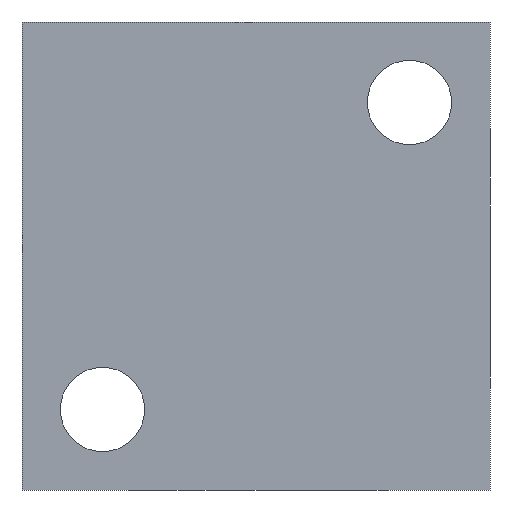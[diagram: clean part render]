
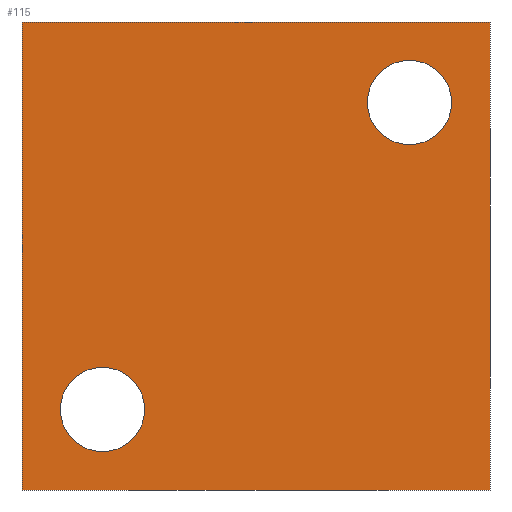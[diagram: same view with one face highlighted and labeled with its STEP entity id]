
A CAD part, front view. The second image highlights one B-rep face of the part: STEP entity #115.
In plain terms, the highlighted planar face has unit normal (0, -1, 0).
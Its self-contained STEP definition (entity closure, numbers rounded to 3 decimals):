
#5 = EDGE_CURVE ( 'NONE', #323, #256, #298, .T. ) ;
#34 = AXIS2_PLACEMENT_3D ( 'NONE', #542, #541, #544 ) ;
#53 = AXIS2_PLACEMENT_3D ( 'NONE', #483, #484, #485 ) ;
#55 = AXIS2_PLACEMENT_3D ( 'NONE', #469, #470, #471 ) ;
#74 = EDGE_CURVE ( 'NONE', #323, #241, #379, .T. ) ;
#84 = EDGE_CURVE ( 'NONE', #136, #136, #246, .T. ) ;
#87 = EDGE_CURVE ( 'NONE', #232, #256, #353, .T. ) ;
#90 = EDGE_CURVE ( 'NONE', #134, #134, #239, .T. ) ;
#94 = EDGE_CURVE ( 'NONE', #241, #232, #227, .T. ) ;
#115 = ADVANCED_FACE ( 'NONE', ( #191, #198, #187 ), #543, .F. ) ;
#134 = VERTEX_POINT ( 'NONE', #616 ) ;
#136 = VERTEX_POINT ( 'NONE', #614 ) ;
#187 = FACE_OUTER_BOUND ( 'NONE', #307, .T. ) ;
#191 = FACE_BOUND ( 'NONE', #308, .T. ) ;
#198 = FACE_BOUND ( 'NONE', #312, .T. ) ;
#221 = VECTOR ( 'NONE', #496, 1000. ) ;
#227 = LINE ( 'NONE', #476, #221 ) ;
#230 = VECTOR ( 'NONE', #477, 1000. ) ;
#232 = VERTEX_POINT ( 'NONE', #591 ) ;
#239 = CIRCLE ( 'NONE', #53, 2.25 ) ;
#241 = VERTEX_POINT ( 'NONE', #594 ) ;
#244 = ORIENTED_EDGE ( 'NONE', *, *, #90, .F. ) ;
#246 = CIRCLE ( 'NONE', #55, 2.25 ) ;
#248 = ORIENTED_EDGE ( 'NONE', *, *, #87, .F. ) ;
#256 = VERTEX_POINT ( 'NONE', #595 ) ;
#298 = LINE ( 'NONE', #467, #300 ) ;
#300 = VECTOR ( 'NONE', #405, 1000. ) ;
#307 = EDGE_LOOP ( 'NONE', ( #325, #248, #365, #355 ) ) ;
#308 = EDGE_LOOP ( 'NONE', ( #363 ) ) ;
#312 = EDGE_LOOP ( 'NONE', ( #244 ) ) ;
#323 = VERTEX_POINT ( 'NONE', #599 ) ;
#325 = ORIENTED_EDGE ( 'NONE', *, *, #5, .T. ) ;
#353 = LINE ( 'NONE', #456, #230 ) ;
#355 = ORIENTED_EDGE ( 'NONE', *, *, #74, .F. ) ;
#363 = ORIENTED_EDGE ( 'NONE', *, *, #84, .F. ) ;
#365 = ORIENTED_EDGE ( 'NONE', *, *, #94, .F. ) ;
#379 = LINE ( 'NONE', #419, #388 ) ;
#388 = VECTOR ( 'NONE', #398, 1000. ) ;
#398 = DIRECTION ( 'NONE',  ( 0., 0., 1. ) ) ;
#405 = DIRECTION ( 'NONE',  ( 1., 0., 0. ) ) ;
#419 = CARTESIAN_POINT ( 'NONE',  ( -12.5, 0., 0. ) ) ;
#456 = CARTESIAN_POINT ( 'NONE',  ( 12.5, 0., 0. ) ) ;
#467 = CARTESIAN_POINT ( 'NONE',  ( 0., 0., -12.5 ) ) ;
#469 = CARTESIAN_POINT ( 'NONE',  ( 8.2, 0., 8.2 ) ) ;
#470 = DIRECTION ( 'NONE',  ( 0., -1., 0. ) ) ;
#471 = DIRECTION ( 'NONE',  ( 0., 0., 1. ) ) ;
#476 = CARTESIAN_POINT ( 'NONE',  ( 0., 0., 12.5 ) ) ;
#477 = DIRECTION ( 'NONE',  ( 0., 0., -1. ) ) ;
#483 = CARTESIAN_POINT ( 'NONE',  ( -8.2, 0., -8.2 ) ) ;
#484 = DIRECTION ( 'NONE',  ( 0., -1., 0. ) ) ;
#485 = DIRECTION ( 'NONE',  ( 0., 0., 1. ) ) ;
#496 = DIRECTION ( 'NONE',  ( 1., 0., 0. ) ) ;
#541 = DIRECTION ( 'NONE',  ( 0., 1., 0. ) ) ;
#542 = CARTESIAN_POINT ( 'NONE',  ( -12.5, 0., -12.5 ) ) ;
#543 = PLANE ( 'NONE',  #34 ) ;
#544 = DIRECTION ( 'NONE',  ( 0., 0., 1. ) ) ;
#591 = CARTESIAN_POINT ( 'NONE',  ( 12.5, 0., 12.5 ) ) ;
#594 = CARTESIAN_POINT ( 'NONE',  ( -12.5, 0., 12.5 ) ) ;
#595 = CARTESIAN_POINT ( 'NONE',  ( 12.5, 0., -12.5 ) ) ;
#599 = CARTESIAN_POINT ( 'NONE',  ( -12.5, 0., -12.5 ) ) ;
#614 = CARTESIAN_POINT ( 'NONE',  ( 8.2, 0., 10.45 ) ) ;
#616 = CARTESIAN_POINT ( 'NONE',  ( -8.2, 0., -5.95 ) ) ;
